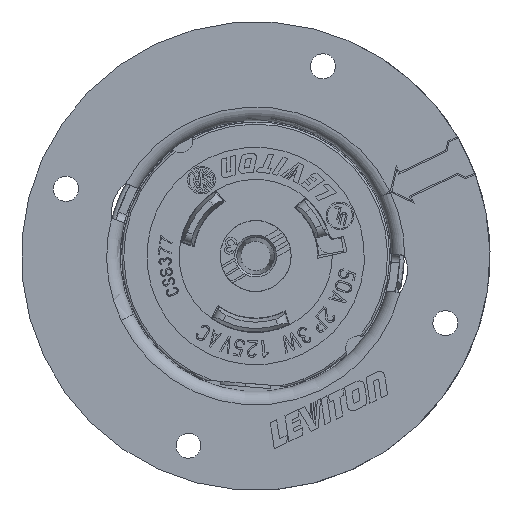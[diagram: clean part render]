
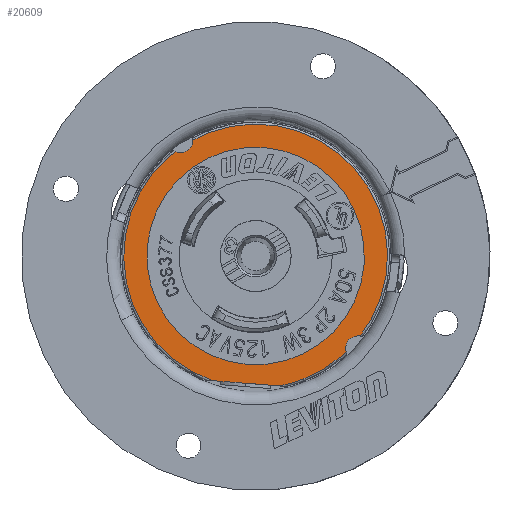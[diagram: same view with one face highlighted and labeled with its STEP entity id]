
A CAD part, left-side view. The second image highlights one B-rep face of the part: STEP entity #20609.
In plain terms, the highlighted planar face has unit normal (-1, 0, 0).
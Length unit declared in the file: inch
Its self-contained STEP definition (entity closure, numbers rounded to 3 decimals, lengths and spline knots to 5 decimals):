
#1875 = CARTESIAN_POINT ( 'NONE',  ( 0., -0.17349, -0.97286 ) ) ;
#3011 = DIRECTION ( 'NONE',  ( 0., 0.997, 0.078 ) ) ;
#3335 = EDGE_CURVE ( 'NONE', #18709, #4484, #6078, .T. ) ;
#3568 = FACE_BOUND ( 'NONE', #42285, .T. ) ;
#3584 = ORIENTED_EDGE ( 'NONE', *, *, #3335, .F. ) ;
#3639 = CARTESIAN_POINT ( 'NONE',  ( 0., -0.45992, 0.66593 ) ) ;
#4484 = VERTEX_POINT ( 'NONE', #3639 ) ;
#5088 = DIRECTION ( 'NONE',  ( -1., 0., 0. ) ) ;
#6078 = CIRCLE ( 'NONE', #9167, 0.812 ) ;
#6753 = CARTESIAN_POINT ( 'NONE',  ( 0., 0.80174, 0.54776 ) ) ;
#6840 = ORIENTED_EDGE ( 'NONE', *, *, #35763, .F. ) ;
#7207 = LINE ( 'NONE', #28864, #24610 ) ;
#7610 = AXIS2_PLACEMENT_3D ( 'NONE', #30575, #5088, #45286 ) ;
#7677 = CARTESIAN_POINT ( 'NONE',  ( 0., -0.37838, -0.98898 ) ) ;
#8848 = DIRECTION ( 'NONE',  ( 0., -0.358, -0.934 ) ) ;
#9167 = AXIS2_PLACEMENT_3D ( 'NONE', #47165, #40142, #39928 ) ;
#9216 = EDGE_CURVE ( 'NONE', #40998, #29696, #7207, .T. ) ;
#9418 = CARTESIAN_POINT ( 'NONE',  ( 0., 0.32303, -0.93378 ) ) ;
#9690 = DIRECTION ( 'NONE',  ( 0., 0.566, -0.824 ) ) ;
#10256 = ORIENTED_EDGE ( 'NONE', *, *, #40091, .T. ) ;
#11108 = VERTEX_POINT ( 'NONE', #42000 ) ;
#11296 = DIRECTION ( 'NONE',  ( 0., -0.997, -0.078 ) ) ;
#12262 = CIRCLE ( 'NONE', #7610, 0.985 ) ;
#12761 = VERTEX_POINT ( 'NONE', #28705 ) ;
#13261 = CARTESIAN_POINT ( 'NONE',  ( 0., 0., -0.00326 ) ) ;
#14470 = EDGE_CURVE ( 'NONE', #12761, #29696, #34238, .T. ) ;
#14708 = VERTEX_POINT ( 'NONE', #27193 ) ;
#15850 = AXIS2_PLACEMENT_3D ( 'NONE', #23209, #34205, #23904 ) ;
#16384 = VECTOR ( 'NONE', #3011, 39.37008 ) ;
#17167 = ORIENTED_EDGE ( 'NONE', *, *, #25096, .T. ) ;
#18278 = DIRECTION ( 'NONE',  ( 0., -0.358, -0.934 ) ) ;
#18709 = VERTEX_POINT ( 'NONE', #26316 ) ;
#18902 = AXIS2_PLACEMENT_3D ( 'NONE', #6753, #31964, #18278 ) ;
#19162 = EDGE_CURVE ( 'NONE', #19374, #11108, #33243, .T. ) ;
#19374 = VERTEX_POINT ( 'NONE', #1875 ) ;
#20609 = ADVANCED_FACE ( 'NONE', ( #3568, #40118 ), #28609, .T. ) ;
#21932 = DIRECTION ( 'NONE',  ( 0., 0.997, 0.078 ) ) ;
#22697 = AXIS2_PLACEMENT_3D ( 'NONE', #42003, #34736, #8848 ) ;
#22751 = ORIENTED_EDGE ( 'NONE', *, *, #9216, .F. ) ;
#23209 = CARTESIAN_POINT ( 'NONE',  ( 0., 0., -0.00326 ) ) ;
#23904 = DIRECTION ( 'NONE',  ( 0., -0.358, -0.934 ) ) ;
#24527 = CIRCLE ( 'NONE', #42978, 0.812 ) ;
#24610 = VECTOR ( 'NONE', #21932, 39.37008 ) ;
#25096 = EDGE_CURVE ( 'NONE', #40998, #14708, #44228, .T. ) ;
#26316 = CARTESIAN_POINT ( 'NONE',  ( 0., 0.45992, -0.67245 ) ) ;
#26900 = ORIENTED_EDGE ( 'NONE', *, *, #19162, .T. ) ;
#27193 = CARTESIAN_POINT ( 'NONE',  ( 0., -0.05512, -0.96354 ) ) ;
#28609 = PLANE ( 'NONE',  #18902 ) ;
#28705 = CARTESIAN_POINT ( 'NONE',  ( 0., 0.35299, 0.91632 ) ) ;
#28864 = CARTESIAN_POINT ( 'NONE',  ( 0., -0.37838, -0.98898 ) ) ;
#29696 = VERTEX_POINT ( 'NONE', #9418 ) ;
#30575 = CARTESIAN_POINT ( 'NONE',  ( 0., 0., -0.00326 ) ) ;
#31866 = ORIENTED_EDGE ( 'NONE', *, *, #46116, .F. ) ;
#31964 = DIRECTION ( 'NONE',  ( -1., 0., 0. ) ) ;
#33243 = CIRCLE ( 'NONE', #22697, 0.985 ) ;
#34205 = DIRECTION ( 'NONE',  ( -1., 0., 0. ) ) ;
#34238 = CIRCLE ( 'NONE', #15850, 0.985 ) ;
#34736 = DIRECTION ( 'NONE',  ( -1., 0., 0. ) ) ;
#35763 = EDGE_CURVE ( 'NONE', #19374, #14708, #43241, .T. ) ;
#38336 = EDGE_LOOP ( 'NONE', ( #41011, #22751, #17167, #6840, #26900, #10256 ) ) ;
#39928 = DIRECTION ( 'NONE',  ( 0., 0.566, -0.824 ) ) ;
#40091 = EDGE_CURVE ( 'NONE', #11108, #12761, #12262, .T. ) ;
#40118 = FACE_OUTER_BOUND ( 'NONE', #38336, .T. ) ;
#40142 = DIRECTION ( 'NONE',  ( -1., 0., 0. ) ) ;
#40998 = VERTEX_POINT ( 'NONE', #44879 ) ;
#41011 = ORIENTED_EDGE ( 'NONE', *, *, #14470, .T. ) ;
#42000 = CARTESIAN_POINT ( 'NONE',  ( 0., -0.35299, -0.92283 ) ) ;
#42003 = CARTESIAN_POINT ( 'NONE',  ( 0., 0., -0.00326 ) ) ;
#42285 = EDGE_LOOP ( 'NONE', ( #31866, #3584 ) ) ;
#42611 = DIRECTION ( 'NONE',  ( -1., 0., 0. ) ) ;
#42978 = AXIS2_PLACEMENT_3D ( 'NONE', #13261, #42611, #9690 ) ;
#43241 = LINE ( 'NONE', #47303, #16384 ) ;
#44228 = LINE ( 'NONE', #7677, #45052 ) ;
#44879 = CARTESIAN_POINT ( 'NONE',  ( 0., 0.20466, -0.9431 ) ) ;
#45052 = VECTOR ( 'NONE', #11296, 39.37008 ) ;
#45286 = DIRECTION ( 'NONE',  ( 0., -0.358, -0.934 ) ) ;
#46116 = EDGE_CURVE ( 'NONE', #4484, #18709, #24527, .T. ) ;
#47165 = CARTESIAN_POINT ( 'NONE',  ( 0., 0., -0.00326 ) ) ;
#47303 = CARTESIAN_POINT ( 'NONE',  ( 0., -0.37838, -0.98898 ) ) ;
